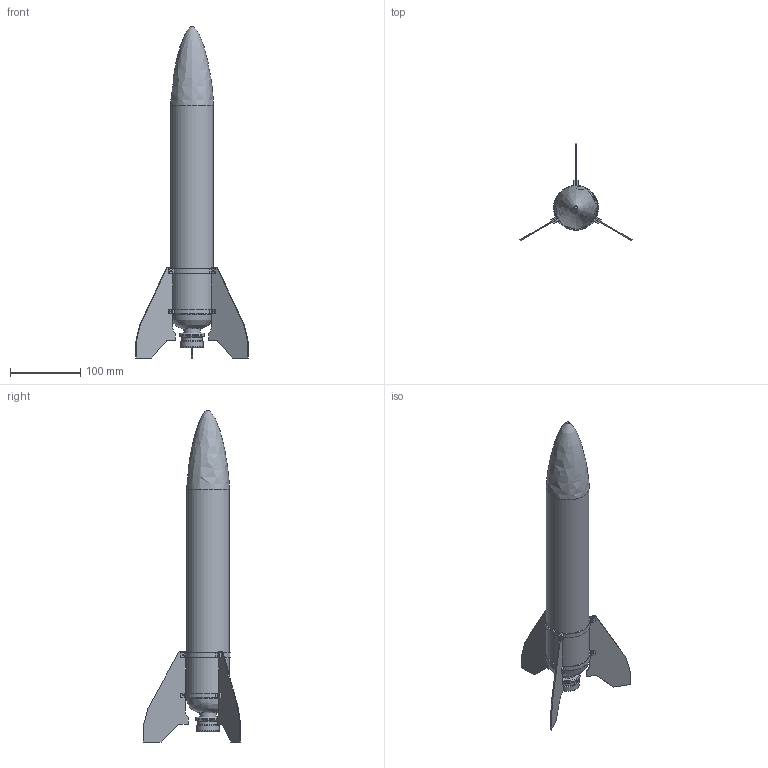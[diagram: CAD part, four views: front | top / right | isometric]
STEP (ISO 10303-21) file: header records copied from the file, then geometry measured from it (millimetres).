
FILE_DESCRIPTION(/* description */ (''),/* implementation_level */ '2;1');
FILE_NAME(/* name */ 'Water Rocket v1 v2.step',/* time_stamp */ '2023-05-20T11:49:16-04:00',/* author */ (''),/* organization */ (''),/* preprocessor_version */ 'ST-DEVELOPER v19.2',/* originating_system */ 'Autodesk Translation Framework v12.4.0.73',/* authorisation */ '');
FILE_SCHEMA (('AUTOMOTIVE_DESIGN { 1 0 10303 214 3 1 1 }'));
Length unit declared in the file: inch
Products named in the file (4): Water Rocket v1; Component1; Component2; Component3
Assembly tree (3 placements, depth 2):
  Water Rocket v1
    Component1
    Component2
    Component3
Bounding box: 160.26 x 138.79 x 471.85 mm (x, y, z)
Volume: 1139780.5 mm3; surface area: 130282.9 mm2
Topology: 11 solids, 11 shells, 153 faces, 380 edges, 253 vertices
Faces by surface type: plane 92, cylinder 54, torus 5, bspline 2
Full cylindrical faces by diameter (mm): 1.783 x6, 1.905 x12, 17.78 x1, 20.32 x1, 20.427 x1, 22.86 x2, 26.756 x1, 28.737 x1, 32.264 x1, 36.049 x1, 60.96 x3
Entity records: 4886 total; most frequent: CARTESIAN_POINT 910, DIRECTION 814, ORIENTED_EDGE 760, EDGE_CURVE 380, AXIS2_PLACEMENT_3D 281, VERTEX_POINT 253, LINE 252, VECTOR 252
